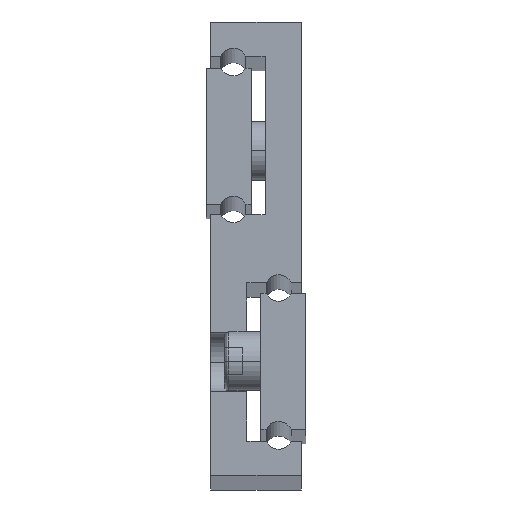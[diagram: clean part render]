
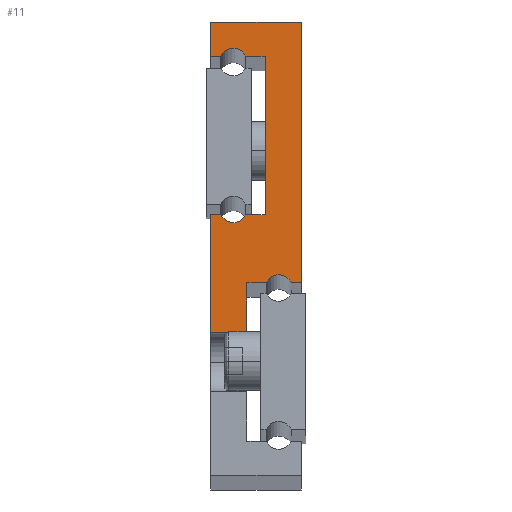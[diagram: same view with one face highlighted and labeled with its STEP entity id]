
A CAD part, top view. The second image highlights one B-rep face of the part: STEP entity #11.
In plain terms, the highlighted planar face has unit normal (0, 0, 1).
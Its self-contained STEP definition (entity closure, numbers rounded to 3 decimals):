
#1 = CARTESIAN_POINT ( 'NONE',  ( 5., 58.75, 925. ) ) ;
#2 = DIRECTION ( 'NONE',  ( 0., 0., -1. ) ) ;
#9 = CARTESIAN_POINT ( 'NONE',  ( 12., 92.5, 925. ) ) ;
#11 = ADVANCED_FACE ( 'NONE', ( #718 ), #1878, .F. ) ;
#30 = CARTESIAN_POINT ( 'NONE',  ( 0., 100., 925. ) ) ;
#44 = CARTESIAN_POINT ( 'NONE',  ( 0., 57.5, 925. ) ) ;
#54 = CIRCLE ( 'NONE', #1252, 3. ) ;
#59 = VERTEX_POINT ( 'NONE', #2086 ) ;
#63 = LINE ( 'NONE', #1550, #1529 ) ;
#77 = CARTESIAN_POINT ( 'NONE',  ( 8., 31.5, 925. ) ) ;
#102 = CIRCLE ( 'NONE', #1993, 3. ) ;
#103 = VERTEX_POINT ( 'NONE', #1171 ) ;
#127 = DIRECTION ( 'NONE',  ( 0., 0., -1. ) ) ;
#151 = CARTESIAN_POINT ( 'NONE',  ( 0., 92.5, 925. ) ) ;
#168 = EDGE_CURVE ( 'NONE', #2014, #2111, #913, .T. ) ;
#173 = DIRECTION ( 'NONE',  ( 1., 0., 0. ) ) ;
#174 = AXIS2_PLACEMENT_3D ( 'NONE', #748, #1268, #1413 ) ;
#184 = DIRECTION ( 'NONE',  ( 1., 0., 0. ) ) ;
#189 = ORIENTED_EDGE ( 'NONE', *, *, #168, .T. ) ;
#191 = CARTESIAN_POINT ( 'NONE',  ( 0., 57.5, 925. ) ) ;
#194 = CARTESIAN_POINT ( 'NONE',  ( 8., 42.5, 925. ) ) ;
#219 = DIRECTION ( 'NONE',  ( -1., 0., 0. ) ) ;
#249 = LINE ( 'NONE', #1795, #1809 ) ;
#298 = LINE ( 'NONE', #1111, #1219 ) ;
#302 = ORIENTED_EDGE ( 'NONE', *, *, #1563, .T. ) ;
#350 = VERTEX_POINT ( 'NONE', #900 ) ;
#364 = EDGE_LOOP ( 'NONE', ( #805, #2188, #189, #1484, #1295, #302, #2050, #1541, #1164, #2147, #594, #421, #442, #416, #815, #1597 ) ) ;
#370 = LINE ( 'NONE', #383, #2202 ) ;
#383 = CARTESIAN_POINT ( 'NONE',  ( 0., 0., 925. ) ) ;
#395 = DIRECTION ( 'NONE',  ( 0., -1., 0. ) ) ;
#406 = LINE ( 'NONE', #615, #1067 ) ;
#416 = ORIENTED_EDGE ( 'NONE', *, *, #1035, .T. ) ;
#421 = ORIENTED_EDGE ( 'NONE', *, *, #981, .T. ) ;
#436 = EDGE_CURVE ( 'NONE', #619, #350, #1562, .T. ) ;
#442 = ORIENTED_EDGE ( 'NONE', *, *, #1886, .T. ) ;
#458 = LINE ( 'NONE', #509, #1954 ) ;
#478 = VECTOR ( 'NONE', #827, 1000. ) ;
#509 = CARTESIAN_POINT ( 'NONE',  ( 20., 100., 925. ) ) ;
#544 = CARTESIAN_POINT ( 'NONE',  ( 0., 31.5, 925. ) ) ;
#566 = VECTOR ( 'NONE', #1983, 1000. ) ;
#594 = ORIENTED_EDGE ( 'NONE', *, *, #436, .T. ) ;
#596 = EDGE_CURVE ( 'NONE', #2077, #1216, #813, .T. ) ;
#615 = CARTESIAN_POINT ( 'NONE',  ( 12.273, 42.5, 925. ) ) ;
#619 = VERTEX_POINT ( 'NONE', #1134 ) ;
#696 = DIRECTION ( 'NONE',  ( -1., 0., 0. ) ) ;
#718 = FACE_OUTER_BOUND ( 'NONE', #364, .T. ) ;
#748 = CARTESIAN_POINT ( 'NONE',  ( 5., 91.25, 925. ) ) ;
#775 = CARTESIAN_POINT ( 'NONE',  ( 12., 57.5, 925. ) ) ;
#805 = ORIENTED_EDGE ( 'NONE', *, *, #1235, .T. ) ;
#813 = LINE ( 'NONE', #2169, #2030 ) ;
#815 = ORIENTED_EDGE ( 'NONE', *, *, #1128, .T. ) ;
#827 = DIRECTION ( 'NONE',  ( 0., 1., 0. ) ) ;
#900 = CARTESIAN_POINT ( 'NONE',  ( 7.727, 92.5, 925. ) ) ;
#913 = LINE ( 'NONE', #1340, #478 ) ;
#944 = DIRECTION ( 'NONE',  ( 1., 0., 0. ) ) ;
#947 = DIRECTION ( 'NONE',  ( 1., 0., 0. ) ) ;
#981 = EDGE_CURVE ( 'NONE', #350, #1653, #298, .T. ) ;
#1004 = LINE ( 'NONE', #151, #2095 ) ;
#1010 = AXIS2_PLACEMENT_3D ( 'NONE', #1, #1892, #1247 ) ;
#1020 = LINE ( 'NONE', #1834, #1024 ) ;
#1024 = VECTOR ( 'NONE', #173, 1000. ) ;
#1035 = EDGE_CURVE ( 'NONE', #1398, #1502, #2167, .T. ) ;
#1067 = VECTOR ( 'NONE', #944, 1000. ) ;
#1111 = CARTESIAN_POINT ( 'NONE',  ( 7.727, 92.5, 925. ) ) ;
#1120 = CARTESIAN_POINT ( 'NONE',  ( 7.727, 57.5, 925. ) ) ;
#1126 = EDGE_CURVE ( 'NONE', #2044, #1314, #54, .T. ) ;
#1128 = EDGE_CURVE ( 'NONE', #1502, #1531, #102, .T. ) ;
#1134 = CARTESIAN_POINT ( 'NONE',  ( 2.273, 92.5, 925. ) ) ;
#1164 = ORIENTED_EDGE ( 'NONE', *, *, #596, .T. ) ;
#1165 = CARTESIAN_POINT ( 'NONE',  ( 5., 58.75, 925. ) ) ;
#1171 = CARTESIAN_POINT ( 'NONE',  ( 0., 31.5, 925. ) ) ;
#1172 = CARTESIAN_POINT ( 'NONE',  ( 2.273, 57.5, 925. ) ) ;
#1204 = EDGE_CURVE ( 'NONE', #1216, #619, #1004, .T. ) ;
#1216 = VERTEX_POINT ( 'NONE', #1714 ) ;
#1219 = VECTOR ( 'NONE', #947, 1000. ) ;
#1235 = EDGE_CURVE ( 'NONE', #1966, #103, #370, .T. ) ;
#1247 = DIRECTION ( 'NONE',  ( -1., 0., 0. ) ) ;
#1249 = EDGE_CURVE ( 'NONE', #1531, #1966, #2062, .T. ) ;
#1252 = AXIS2_PLACEMENT_3D ( 'NONE', #1693, #2, #696 ) ;
#1268 = DIRECTION ( 'NONE',  ( 0., 0., -1. ) ) ;
#1295 = ORIENTED_EDGE ( 'NONE', *, *, #1126, .T. ) ;
#1314 = VERTEX_POINT ( 'NONE', #1919 ) ;
#1333 = CARTESIAN_POINT ( 'NONE',  ( 7.727, 57.5, 925. ) ) ;
#1337 = VERTEX_POINT ( 'NONE', #1439 ) ;
#1340 = CARTESIAN_POINT ( 'NONE',  ( 8., 7.5, 925. ) ) ;
#1341 = EDGE_CURVE ( 'NONE', #2111, #2044, #406, .T. ) ;
#1398 = VERTEX_POINT ( 'NONE', #775 ) ;
#1400 = DIRECTION ( 'NONE',  ( 0., -1., 0. ) ) ;
#1413 = DIRECTION ( 'NONE',  ( 1., 0., 0. ) ) ;
#1439 = CARTESIAN_POINT ( 'NONE',  ( 20., 42.5, 925. ) ) ;
#1484 = ORIENTED_EDGE ( 'NONE', *, *, #1341, .T. ) ;
#1498 = EDGE_CURVE ( 'NONE', #59, #2077, #458, .T. ) ;
#1502 = VERTEX_POINT ( 'NONE', #1333 ) ;
#1509 = DIRECTION ( 'NONE',  ( -1., 0., 0. ) ) ;
#1525 = VECTOR ( 'NONE', #219, 1000. ) ;
#1529 = VECTOR ( 'NONE', #1400, 1000. ) ;
#1531 = VERTEX_POINT ( 'NONE', #1172 ) ;
#1535 = DIRECTION ( 'NONE',  ( -1., 0., 0. ) ) ;
#1541 = ORIENTED_EDGE ( 'NONE', *, *, #1498, .T. ) ;
#1550 = CARTESIAN_POINT ( 'NONE',  ( 12., 92.5, 925. ) ) ;
#1562 = CIRCLE ( 'NONE', #174, 3. ) ;
#1563 = EDGE_CURVE ( 'NONE', #1314, #1337, #1020, .T. ) ;
#1597 = ORIENTED_EDGE ( 'NONE', *, *, #1249, .T. ) ;
#1612 = EDGE_CURVE ( 'NONE', #103, #2014, #1720, .T. ) ;
#1653 = VERTEX_POINT ( 'NONE', #9 ) ;
#1693 = CARTESIAN_POINT ( 'NONE',  ( 15., 41.25, 925. ) ) ;
#1714 = CARTESIAN_POINT ( 'NONE',  ( 0., 92.5, 925. ) ) ;
#1720 = LINE ( 'NONE', #544, #2022 ) ;
#1781 = DIRECTION ( 'NONE',  ( 0., -1., 0. ) ) ;
#1795 = CARTESIAN_POINT ( 'NONE',  ( 20., 100., 925. ) ) ;
#1809 = VECTOR ( 'NONE', #2128, 1000. ) ;
#1834 = CARTESIAN_POINT ( 'NONE',  ( 20., 42.5, 925. ) ) ;
#1878 = PLANE ( 'NONE',  #1010 ) ;
#1886 = EDGE_CURVE ( 'NONE', #1653, #1398, #63, .T. ) ;
#1892 = DIRECTION ( 'NONE',  ( 0., 0., -1. ) ) ;
#1919 = CARTESIAN_POINT ( 'NONE',  ( 17.727, 42.5, 925. ) ) ;
#1954 = VECTOR ( 'NONE', #1535, 1000. ) ;
#1966 = VERTEX_POINT ( 'NONE', #191 ) ;
#1983 = DIRECTION ( 'NONE',  ( -1., 0., 0. ) ) ;
#1993 = AXIS2_PLACEMENT_3D ( 'NONE', #1165, #127, #1509 ) ;
#2014 = VERTEX_POINT ( 'NONE', #77 ) ;
#2022 = VECTOR ( 'NONE', #184, 1000. ) ;
#2026 = EDGE_CURVE ( 'NONE', #1337, #59, #249, .T. ) ;
#2030 = VECTOR ( 'NONE', #1781, 1000. ) ;
#2031 = DIRECTION ( 'NONE',  ( 1., 0., 0. ) ) ;
#2044 = VERTEX_POINT ( 'NONE', #2071 ) ;
#2050 = ORIENTED_EDGE ( 'NONE', *, *, #2026, .T. ) ;
#2062 = LINE ( 'NONE', #44, #1525 ) ;
#2071 = CARTESIAN_POINT ( 'NONE',  ( 12.273, 42.5, 925. ) ) ;
#2077 = VERTEX_POINT ( 'NONE', #30 ) ;
#2086 = CARTESIAN_POINT ( 'NONE',  ( 20., 100., 925. ) ) ;
#2095 = VECTOR ( 'NONE', #2031, 1000. ) ;
#2111 = VERTEX_POINT ( 'NONE', #194 ) ;
#2128 = DIRECTION ( 'NONE',  ( 0., 1., 0. ) ) ;
#2147 = ORIENTED_EDGE ( 'NONE', *, *, #1204, .T. ) ;
#2167 = LINE ( 'NONE', #1120, #566 ) ;
#2169 = CARTESIAN_POINT ( 'NONE',  ( 0., 100., 925. ) ) ;
#2188 = ORIENTED_EDGE ( 'NONE', *, *, #1612, .T. ) ;
#2202 = VECTOR ( 'NONE', #395, 1000. ) ;
